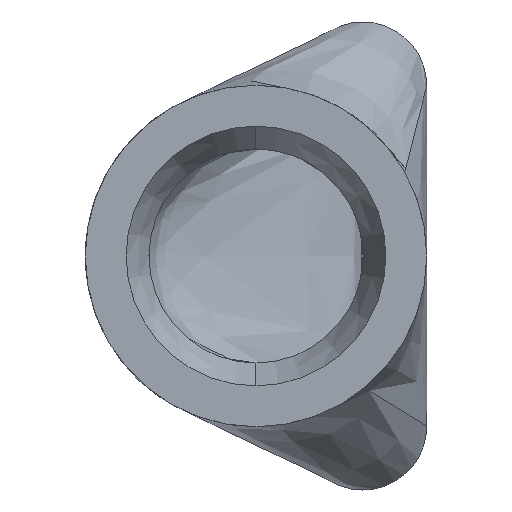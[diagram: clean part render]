
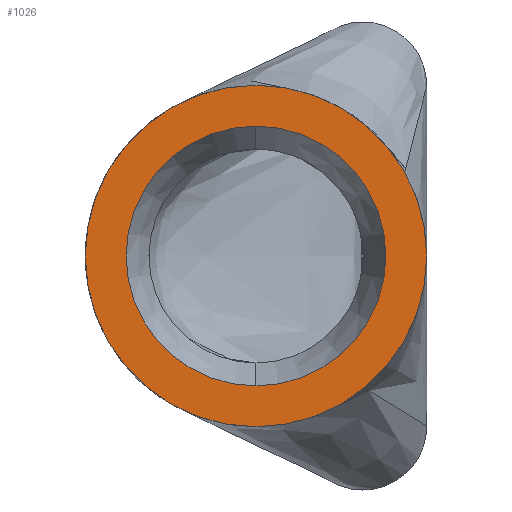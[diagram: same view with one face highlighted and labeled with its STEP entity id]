
A CAD part, left-side view. The second image highlights one B-rep face of the part: STEP entity #1026.
In plain terms, the highlighted planar face has unit normal (-1, 0, 0).
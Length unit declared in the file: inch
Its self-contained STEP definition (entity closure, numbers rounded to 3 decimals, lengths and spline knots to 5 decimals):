
#8 = EDGE_LOOP ( 'NONE', ( #254, #577 ) ) ;
#16 = DIRECTION ( 'NONE',  ( 1., 0., 0. ) ) ;
#19 = AXIS2_PLACEMENT_3D ( 'NONE', #619, #632, #276 ) ;
#25 = CARTESIAN_POINT ( 'NONE',  ( 0., 0.3135, -0.3135 ) ) ;
#36 = ORIENTED_EDGE ( 'NONE', *, *, #582, .T. ) ;
#57 = DIRECTION ( 'NONE',  ( -1., 0., 0. ) ) ;
#120 = PLANE ( 'NONE',  #19 ) ;
#201 = VERTEX_POINT ( 'NONE', #240 ) ;
#240 = CARTESIAN_POINT ( 'NONE',  ( 0., 0.3135, 0.3135 ) ) ;
#241 = EDGE_CURVE ( 'NONE', #994, #201, #1087, .T. ) ;
#246 = AXIS2_PLACEMENT_3D ( 'NONE', #486, #57, #320 ) ;
#254 = ORIENTED_EDGE ( 'NONE', *, *, #383, .T. ) ;
#273 = DIRECTION ( 'NONE',  ( 0., 0., 1. ) ) ;
#276 = DIRECTION ( 'NONE',  ( 0., 0., 1. ) ) ;
#320 = DIRECTION ( 'NONE',  ( 0., 0., 1. ) ) ;
#329 = AXIS2_PLACEMENT_3D ( 'NONE', #387, #876, #376 ) ;
#376 = DIRECTION ( 'NONE',  ( 0., 0., 1. ) ) ;
#383 = EDGE_CURVE ( 'NONE', #201, #994, #597, .T. ) ;
#387 = CARTESIAN_POINT ( 'NONE',  ( 0., 0.3135, 0. ) ) ;
#420 = VERTEX_POINT ( 'NONE', #500 ) ;
#486 = CARTESIAN_POINT ( 'NONE',  ( 0., 0.3135, 0. ) ) ;
#489 = CARTESIAN_POINT ( 'NONE',  ( 0., 0.3135, -0.23847 ) ) ;
#500 = CARTESIAN_POINT ( 'NONE',  ( 0., 0.3135, 0.23847 ) ) ;
#577 = ORIENTED_EDGE ( 'NONE', *, *, #241, .T. ) ;
#582 = EDGE_CURVE ( 'NONE', #420, #596, #1056, .T. ) ;
#583 = EDGE_LOOP ( 'NONE', ( #36, #706 ) ) ;
#596 = VERTEX_POINT ( 'NONE', #489 ) ;
#597 = CIRCLE ( 'NONE', #840, 0.3135 ) ;
#611 = CARTESIAN_POINT ( 'NONE',  ( 0., 0.3135, 0. ) ) ;
#619 = CARTESIAN_POINT ( 'NONE',  ( 0., 0., 0. ) ) ;
#632 = DIRECTION ( 'NONE',  ( -1., 0., 0. ) ) ;
#683 = EDGE_CURVE ( 'NONE', #596, #420, #953, .T. ) ;
#706 = ORIENTED_EDGE ( 'NONE', *, *, #683, .T. ) ;
#802 = FACE_BOUND ( 'NONE', #583, .T. ) ;
#840 = AXIS2_PLACEMENT_3D ( 'NONE', #611, #1022, #859 ) ;
#859 = DIRECTION ( 'NONE',  ( 0., 0., 1. ) ) ;
#876 = DIRECTION ( 'NONE',  ( 1., 0., 0. ) ) ;
#889 = FACE_OUTER_BOUND ( 'NONE', #8, .T. ) ;
#897 = CARTESIAN_POINT ( 'NONE',  ( 0., 0.3135, 0. ) ) ;
#953 = CIRCLE ( 'NONE', #1095, 0.23847 ) ;
#994 = VERTEX_POINT ( 'NONE', #25 ) ;
#1022 = DIRECTION ( 'NONE',  ( -1., 0., 0. ) ) ;
#1026 = ADVANCED_FACE ( 'NONE', ( #802, #889 ), #120, .T. ) ;
#1056 = CIRCLE ( 'NONE', #329, 0.23847 ) ;
#1087 = CIRCLE ( 'NONE', #246, 0.3135 ) ;
#1095 = AXIS2_PLACEMENT_3D ( 'NONE', #897, #16, #273 ) ;
